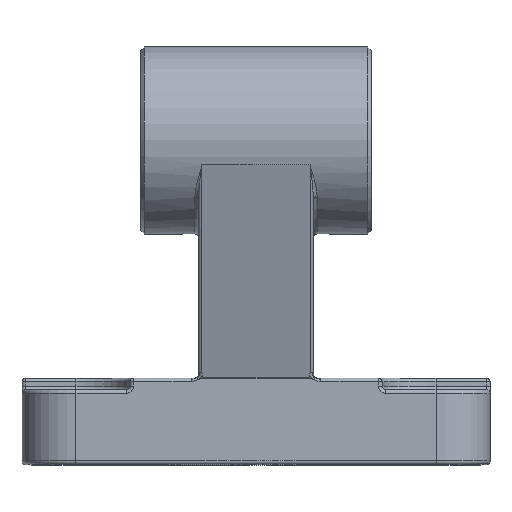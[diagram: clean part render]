
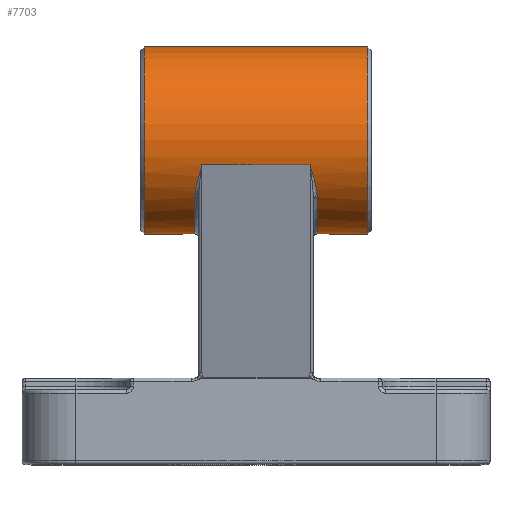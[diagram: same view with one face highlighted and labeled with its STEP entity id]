
A CAD part, top view. The second image highlights one B-rep face of the part: STEP entity #7703.
In plain terms, the highlighted cylindrical face has radius 13 mm (diameter 26 mm), a full revolution.
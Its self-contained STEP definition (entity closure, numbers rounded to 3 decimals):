
#7584=CARTESIAN_POINT('',(-15.5,58.0,18.));
#7585=VERTEX_POINT('',#7584);
#7586=CARTESIAN_POINT('',(-15.5,45.0,18.0));
#7587=DIRECTION('',(-1.0,0.0,0.0));
#7588=DIRECTION('',(0.0,-1.0,0.0));
#7589=AXIS2_PLACEMENT_3D('',#7586,#7587,#7588);
#7590=CIRCLE('',#7589,13.0);
#7591=EDGE_CURVE('',#7585,#7585,#7590,.T.);
#7596=CARTESIAN_POINT('',(0.0,45.0,18.0));
#7597=DIRECTION('',(1.0,0.0,0.0));
#7598=DIRECTION('',(0.0,-1.0,0.0));
#7599=AXIS2_PLACEMENT_3D('',#7596,#7597,#7598);
#7600=CYLINDRICAL_SURFACE('',#7599,13.0);
#7601=CARTESIAN_POINT('',(15.5,58.0,18.0));
#7602=VERTEX_POINT('',#7601);
#7603=CARTESIAN_POINT('',(15.5,45.0,18.0));
#7604=DIRECTION('',(1.0,0.0,0.0));
#7605=DIRECTION('',(0.0,-1.0,0.0));
#7606=AXIS2_PLACEMENT_3D('',#7603,#7604,#7605);
#7607=CIRCLE('',#7606,13.0);
#7608=EDGE_CURVE('',#7602,#7602,#7607,.T.);
#7609=ORIENTED_EDGE('',*,*,#7608,.F.);
#7610=EDGE_LOOP('',(#7609));
#7611=FACE_OUTER_BOUND('',#7610,.T.);
#7612=CARTESIAN_POINT('',(8.5,37.104,28.327));
#7613=VERTEX_POINT('',#7612);
#7614=CARTESIAN_POINT('',(7.5,41.589,30.545));
#7615=VERTEX_POINT('',#7614);
#7616=CARTESIAN_POINT('',(8.5,37.104,28.327));
#7617=CARTESIAN_POINT('',(8.5,37.916,28.948));
#7618=CARTESIAN_POINT('',(8.219,39.088,29.64));
#7619=CARTESIAN_POINT('',(7.787,40.628,30.256));
#7620=CARTESIAN_POINT('',(7.597,41.26,30.455));
#7621=CARTESIAN_POINT('',(7.502,41.581,30.542));
#7622=CARTESIAN_POINT('',(7.501,41.585,30.544));
#7623=CARTESIAN_POINT('',(7.5,41.589,30.545));
#7624=B_SPLINE_CURVE_WITH_KNOTS('',3,(#7616,#7617,#7618,#7619,#7620,#7621,#7622,#7623),.UNSPECIFIED.,.F.,.U.,(4,1,1,2,4),(0.,0.319,0.425,0.531,0.532),.UNSPECIFIED.);
#7625=EDGE_CURVE('',#7613,#7615,#7624,.T.);
#7626=ORIENTED_EDGE('',*,*,#7625,.F.);
#7627=CARTESIAN_POINT('',(8.5,48.195,5.399));
#7628=VERTEX_POINT('',#7627);
#7629=CARTESIAN_POINT('',(8.5,45.0,18.0));
#7630=DIRECTION('',(-1.0,0.0,0.0));
#7631=DIRECTION('',(0.0,-0.9,-0.435));
#7632=AXIS2_PLACEMENT_3D('',#7629,#7630,#7631);
#7633=CIRCLE('',#7632,13.);
#7634=EDGE_CURVE('',#7628,#7613,#7633,.T.);
#7635=ORIENTED_EDGE('',*,*,#7634,.F.);
#7636=CARTESIAN_POINT('',(7.5,52.718,7.539));
#7637=VERTEX_POINT('',#7636);
#7638=CARTESIAN_POINT('',(7.5,52.718,7.539));
#7639=CARTESIAN_POINT('',(7.501,52.714,7.536));
#7640=CARTESIAN_POINT('',(7.502,52.711,7.534));
#7641=CARTESIAN_POINT('',(7.782,51.912,6.946));
#7642=CARTESIAN_POINT('',(8.162,50.754,6.28));
#7643=CARTESIAN_POINT('',(8.448,49.181,5.677));
#7644=CARTESIAN_POINT('',(8.5,48.525,5.482));
#7645=CARTESIAN_POINT('',(8.5,48.195,5.399));
#7646=B_SPLINE_CURVE_WITH_KNOTS('',3,(#7638,#7639,#7640,#7641,#7642,#7643,#7644,#7645),.UNSPECIFIED.,.F.,.U.,(4,2,1,1,4),(-0.001,0.0,0.319,0.425,0.531),.UNSPECIFIED.);
#7647=EDGE_CURVE('',#7637,#7628,#7646,.T.);
#7648=ORIENTED_EDGE('',*,*,#7647,.F.);
#7649=CARTESIAN_POINT('',(-7.5,52.718,7.539));
#7650=VERTEX_POINT('',#7649);
#7651=CARTESIAN_POINT('',(-7.5,52.718,7.539));
#7652=DIRECTION('',(1.0,0.0,0.0));
#7653=VECTOR('',#7652,15.0);
#7654=LINE('',#7651,#7653);
#7655=EDGE_CURVE('',#7650,#7637,#7654,.T.);
#7656=ORIENTED_EDGE('',*,*,#7655,.F.);
#7657=CARTESIAN_POINT('',(-8.5,48.195,5.399));
#7658=VERTEX_POINT('',#7657);
#7659=CARTESIAN_POINT('',(-8.5,48.195,5.399));
#7660=CARTESIAN_POINT('',(-8.5,49.186,5.65));
#7661=CARTESIAN_POINT('',(-8.219,50.455,6.139));
#7662=CARTESIAN_POINT('',(-7.787,51.894,6.964));
#7663=CARTESIAN_POINT('',(-7.597,52.442,7.336));
#7664=CARTESIAN_POINT('',(-7.502,52.711,7.534));
#7665=CARTESIAN_POINT('',(-7.501,52.714,7.536));
#7666=CARTESIAN_POINT('',(-7.5,52.718,7.539));
#7667=B_SPLINE_CURVE_WITH_KNOTS('',3,(#7659,#7660,#7661,#7662,#7663,#7664,#7665,#7666),.UNSPECIFIED.,.F.,.U.,(4,1,1,2,4),(0.0,0.319,0.425,0.531,0.532),.UNSPECIFIED.);
#7668=EDGE_CURVE('',#7658,#7650,#7667,.T.);
#7669=ORIENTED_EDGE('',*,*,#7668,.F.);
#7670=CARTESIAN_POINT('',(-8.5,37.104,28.327));
#7671=VERTEX_POINT('',#7670);
#7672=CARTESIAN_POINT('',(-8.5,45.0,18.0));
#7673=DIRECTION('',(1.0,0.0,0.0));
#7674=DIRECTION('',(0.0,-0.9,-0.435));
#7675=AXIS2_PLACEMENT_3D('',#7672,#7673,#7674);
#7676=CIRCLE('',#7675,13.0);
#7677=EDGE_CURVE('',#7671,#7658,#7676,.T.);
#7678=ORIENTED_EDGE('',*,*,#7677,.F.);
#7679=CARTESIAN_POINT('',(-7.5,41.589,30.545));
#7680=VERTEX_POINT('',#7679);
#7681=CARTESIAN_POINT('',(-7.5,41.589,30.545));
#7682=CARTESIAN_POINT('',(-7.501,41.585,30.544));
#7683=CARTESIAN_POINT('',(-7.502,41.581,30.542));
#7684=CARTESIAN_POINT('',(-7.69,40.942,30.368));
#7685=CARTESIAN_POINT('',(-7.973,40.002,30.033));
#7686=CARTESIAN_POINT('',(-8.353,38.504,29.296));
#7687=CARTESIAN_POINT('',(-8.5,37.645,28.741));
#7688=CARTESIAN_POINT('',(-8.5,37.104,28.327));
#7689=B_SPLINE_CURVE_WITH_KNOTS('',3,(#7681,#7682,#7683,#7684,#7685,#7686,#7687,#7688),.UNSPECIFIED.,.F.,.U.,(4,2,1,1,4),(-0.001,0.0,0.212,0.319,0.531),.UNSPECIFIED.);
#7690=EDGE_CURVE('',#7680,#7671,#7689,.T.);
#7691=ORIENTED_EDGE('',*,*,#7690,.F.);
#7692=CARTESIAN_POINT('',(-7.5,41.589,30.545));
#7693=DIRECTION('',(1.0,0.0,0.0));
#7694=VECTOR('',#7693,15.0);
#7695=LINE('',#7692,#7694);
#7696=EDGE_CURVE('',#7680,#7615,#7695,.T.);
#7697=ORIENTED_EDGE('',*,*,#7696,.T.);
#7698=EDGE_LOOP('',(#7626,#7635,#7648,#7656,#7669,#7678,#7691,#7697));
#7699=FACE_BOUND('',#7698,.T.);
#7700=ORIENTED_EDGE('',*,*,#7591,.F.);
#7701=EDGE_LOOP('',(#7700));
#7702=FACE_BOUND('',#7701,.T.);
#7703=ADVANCED_FACE('',(#7611,#7699,#7702),#7600,.T.);
